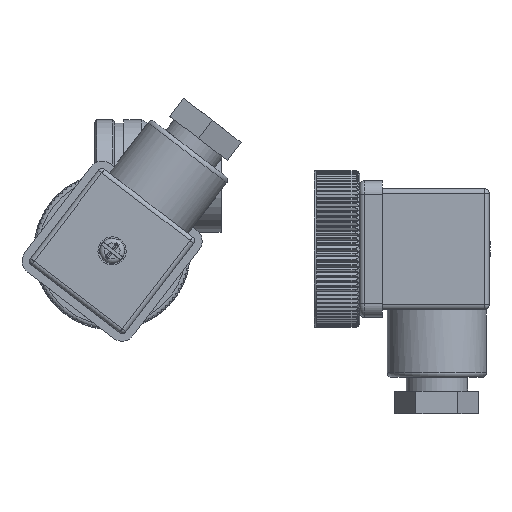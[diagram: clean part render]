
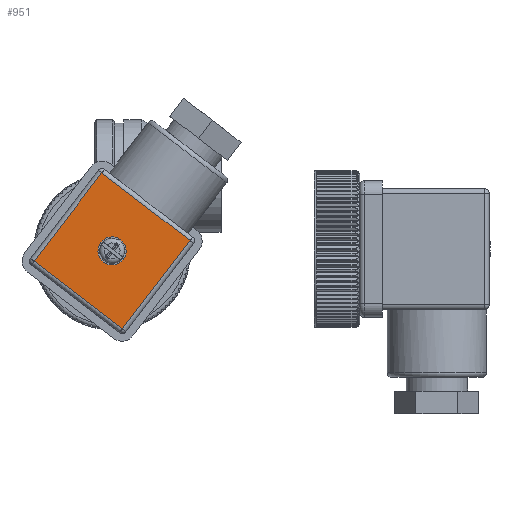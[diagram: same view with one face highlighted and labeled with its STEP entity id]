
A CAD part, top view. The second image highlights one B-rep face of the part: STEP entity #951.
In plain terms, the highlighted face is planar.
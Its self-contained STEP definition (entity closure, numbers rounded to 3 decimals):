
#951 = ADVANCED_FACE( '', ( #2297, #2298 ), #2299, .T. );
#2297 = FACE_BOUND( '', #4086, .T. );
#2298 = FACE_OUTER_BOUND( '', #4087, .T. );
#2299 = PLANE( '', #4088 );
#4086 = EDGE_LOOP( '', ( #7003 ) );
#4087 = EDGE_LOOP( '', ( #7004, #7005, #7006, #7007 ) );
#4088 = AXIS2_PLACEMENT_3D( '', #7008, #7009, #7010 );
#7003 = ORIENTED_EDGE( '', *, *, #11287, .T. );
#7004 = ORIENTED_EDGE( '', *, *, #11288, .T. );
#7005 = ORIENTED_EDGE( '', *, *, #11289, .T. );
#7006 = ORIENTED_EDGE( '', *, *, #11290, .T. );
#7007 = ORIENTED_EDGE( '', *, *, #11291, .T. );
#7008 = CARTESIAN_POINT( '', ( 80.3, -13.25, 13.25 ) );
#7009 = DIRECTION( '', ( 1., 0., 0. ) );
#7010 = DIRECTION( '', ( 0., -1., 0. ) );
#11287 = EDGE_CURVE( '', #13903, #13903, #13904, .T. );
#11288 = EDGE_CURVE( '', #13905, #13906, #13907, .T. );
#11289 = EDGE_CURVE( '', #13906, #12781, #13908, .T. );
#11290 = EDGE_CURVE( '', #12781, #13909, #13910, .T. );
#11291 = EDGE_CURVE( '', #13909, #13905, #13911, .T. );
#12781 = VERTEX_POINT( '', #15987 );
#13903 = VERTEX_POINT( '', #18341 );
#13904 = CIRCLE( '', #18342, 3.1 );
#13905 = VERTEX_POINT( '', #18343 );
#13906 = VERTEX_POINT( '', #18344 );
#13907 = LINE( '', #18345, #18346 );
#13908 = LINE( '', #18347, #18348 );
#13909 = VERTEX_POINT( '', #18349 );
#13910 = LINE( '', #18350, #18351 );
#13911 = LINE( '', #18352, #18353 );
#15987 = CARTESIAN_POINT( '', ( 80.3, 12.25, 12.25 ) );
#18341 = CARTESIAN_POINT( '', ( 80.3, 3.1, 0. ) );
#18342 = AXIS2_PLACEMENT_3D( '', #21125, #21126, #21127 );
#18343 = CARTESIAN_POINT( '', ( 80.3, -12.25, -12.25 ) );
#18344 = CARTESIAN_POINT( '', ( 80.3, 12.25, -12.25 ) );
#18345 = CARTESIAN_POINT( '', ( 80.3, -13.25, -12.25 ) );
#18346 = VECTOR( '', #21128, 1000. );
#18347 = CARTESIAN_POINT( '', ( 80.3, 12.25, 13.25 ) );
#18348 = VECTOR( '', #21129, 1000. );
#18349 = CARTESIAN_POINT( '', ( 80.3, -12.25, 12.25 ) );
#18350 = CARTESIAN_POINT( '', ( 80.3, -13.25, 12.25 ) );
#18351 = VECTOR( '', #21130, 1000. );
#18352 = CARTESIAN_POINT( '', ( 80.3, -12.25, 13.25 ) );
#18353 = VECTOR( '', #21131, 1000. );
#21125 = CARTESIAN_POINT( '', ( 80.3, 0., 0. ) );
#21126 = DIRECTION( '', ( -1., 0., 0. ) );
#21127 = DIRECTION( '', ( 0., 1., 0. ) );
#21128 = DIRECTION( '', ( 0., 1., 0. ) );
#21129 = DIRECTION( '', ( 0., 0., 1. ) );
#21130 = DIRECTION( '', ( 0., -1., 0. ) );
#21131 = DIRECTION( '', ( 0., 0., -1. ) );
